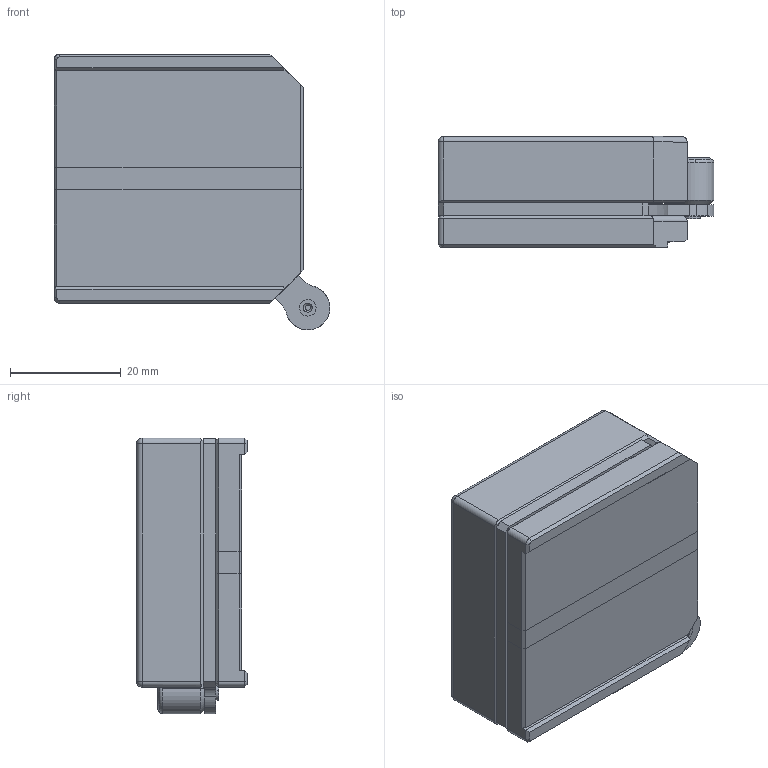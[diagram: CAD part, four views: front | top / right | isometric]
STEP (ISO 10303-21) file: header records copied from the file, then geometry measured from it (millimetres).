
FILE_DESCRIPTION (( 'STEP AP203' ), '1' );
FILE_NAME ('MMS45(«¬¿ý).STEP', '2013-10-09T05:27:25', ( '' ), ( '' ), 'SwSTEP 2.0', 'SolidWorks 2013', '' );
FILE_SCHEMA (( 'CONFIG_CONTROL_DESIGN' ));
Length unit declared in the file: centimetre
Products named in the file (2): Group1^MMS45(型錄); MMS45(型錄)
Assembly tree (1 placements, depth 2):
  MMS45(型錄)
    Group1^MMS45(型錄)
Bounding box: 49.83 x 20 x 49.83 mm (x, y, z)
Volume: 37337.8 mm3; surface area: 11287.6 mm2
Topology: 1 solids, 1 shells, 687 faces, 1825 edges, 1196 vertices
Faces by surface type: plane 458, bspline 127, cylinder 88, cone 10, torus 2, sphere 2
Entity records: 27565 total; most frequent: CARTESIAN_POINT 11055, ORIENTED_EDGE 3646, DIRECTION 2865, EDGE_CURVE 1823, LINE 1373, VECTOR 1373, VERTEX_POINT 1196, AXIS2_PLACEMENT_3D 746
